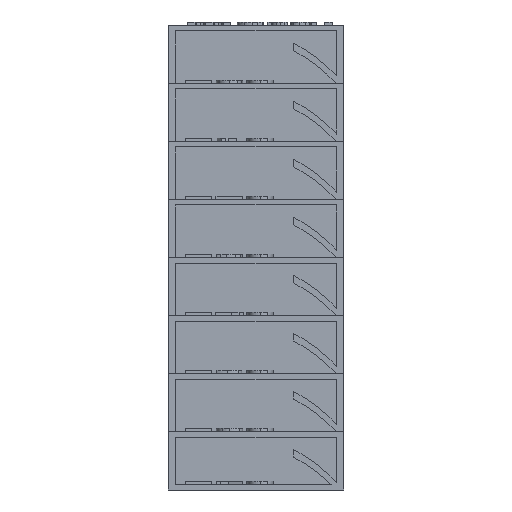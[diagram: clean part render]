
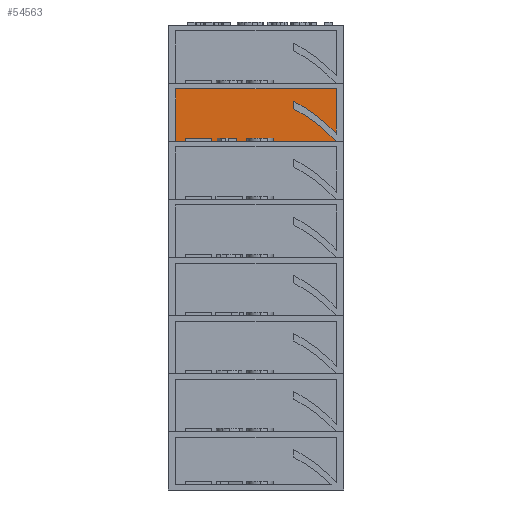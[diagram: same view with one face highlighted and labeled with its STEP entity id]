
A CAD part, front view. The second image highlights one B-rep face of the part: STEP entity #54563.
In plain terms, the highlighted planar face has unit normal (0, -1, 0).
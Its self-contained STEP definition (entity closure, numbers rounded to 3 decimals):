
#53620 = PLANE('',#53621);
#53621 = AXIS2_PLACEMENT_3D('',#53622,#53623,#53624);
#53622 = CARTESIAN_POINT('',(0.,2.331,59.4));
#53623 = DIRECTION('',(0.,0.,1.));
#53624 = DIRECTION('',(1.,0.,0.));
#53757 = VERTEX_POINT('',#53758);
#53758 = CARTESIAN_POINT('',(13.7,3.7,59.4));
#53772 = PLANE('',#53773);
#53773 = AXIS2_PLACEMENT_3D('',#53774,#53775,#53776);
#53774 = CARTESIAN_POINT('',(13.7,-5.,59.4));
#53775 = DIRECTION('',(-1.,0.,0.));
#53776 = DIRECTION('',(0.,1.,0.));
#53784 = EDGE_CURVE('',#53757,#53785,#53787,.T.);
#53785 = VERTEX_POINT('',#53786);
#53786 = CARTESIAN_POINT('',(-13.7,3.7,59.4));
#53787 = SURFACE_CURVE('',#53788,(#53792,#53799),.PCURVE_S1.);
#53788 = LINE('',#53789,#53790);
#53789 = CARTESIAN_POINT('',(13.7,3.7,59.4));
#53790 = VECTOR('',#53791,1.);
#53791 = DIRECTION('',(-1.,0.,0.));
#53792 = PCURVE('',#53620,#53793);
#53793 = DEFINITIONAL_REPRESENTATION('',(#53794),#53798);
#53794 = LINE('',#53795,#53796);
#53795 = CARTESIAN_POINT('',(13.7,1.369));
#53796 = VECTOR('',#53797,1.);
#53797 = DIRECTION('',(-1.,0.));
#53798 = ( GEOMETRIC_REPRESENTATION_CONTEXT(2) 
PARAMETRIC_REPRESENTATION_CONTEXT() REPRESENTATION_CONTEXT('2D SPACE',''
  ) );
#53799 = PCURVE('',#53800,#53805);
#53800 = PLANE('',#53801);
#53801 = AXIS2_PLACEMENT_3D('',#53802,#53803,#53804);
#53802 = CARTESIAN_POINT('',(13.7,3.7,59.4));
#53803 = DIRECTION('',(0.,-1.,0.));
#53804 = DIRECTION('',(-1.,0.,0.));
#53805 = DEFINITIONAL_REPRESENTATION('',(#53806),#53810);
#53806 = LINE('',#53807,#53808);
#53807 = CARTESIAN_POINT('',(0.,-0.));
#53808 = VECTOR('',#53809,1.);
#53809 = DIRECTION('',(1.,0.));
#53810 = ( GEOMETRIC_REPRESENTATION_CONTEXT(2) 
PARAMETRIC_REPRESENTATION_CONTEXT() REPRESENTATION_CONTEXT('2D SPACE',''
  ) );
#53828 = PLANE('',#53829);
#53829 = AXIS2_PLACEMENT_3D('',#53830,#53831,#53832);
#53830 = CARTESIAN_POINT('',(-13.7,3.7,59.4));
#53831 = DIRECTION('',(1.,0.,0.));
#53832 = DIRECTION('',(0.,-1.,0.));
#54113 = PLANE('',#54114);
#54114 = AXIS2_PLACEMENT_3D('',#54115,#54116,#54117);
#54115 = CARTESIAN_POINT('',(0.,0.,68.4));
#54116 = DIRECTION('',(0.,0.,1.));
#54117 = DIRECTION('',(1.,0.,0.));
#54520 = VERTEX_POINT('',#54521);
#54521 = CARTESIAN_POINT('',(13.7,3.7,68.4));
#54542 = EDGE_CURVE('',#53757,#54520,#54543,.T.);
#54543 = SURFACE_CURVE('',#54544,(#54548,#54555),.PCURVE_S1.);
#54544 = LINE('',#54545,#54546);
#54545 = CARTESIAN_POINT('',(13.7,3.7,59.4));
#54546 = VECTOR('',#54547,1.);
#54547 = DIRECTION('',(0.,0.,1.));
#54548 = PCURVE('',#53772,#54549);
#54549 = DEFINITIONAL_REPRESENTATION('',(#54550),#54554);
#54550 = LINE('',#54551,#54552);
#54551 = CARTESIAN_POINT('',(8.7,0.));
#54552 = VECTOR('',#54553,1.);
#54553 = DIRECTION('',(0.,-1.));
#54554 = ( GEOMETRIC_REPRESENTATION_CONTEXT(2) 
PARAMETRIC_REPRESENTATION_CONTEXT() REPRESENTATION_CONTEXT('2D SPACE',''
  ) );
#54555 = PCURVE('',#53800,#54556);
#54556 = DEFINITIONAL_REPRESENTATION('',(#54557),#54561);
#54557 = LINE('',#54558,#54559);
#54558 = CARTESIAN_POINT('',(0.,-0.));
#54559 = VECTOR('',#54560,1.);
#54560 = DIRECTION('',(0.,-1.));
#54561 = ( GEOMETRIC_REPRESENTATION_CONTEXT(2) 
PARAMETRIC_REPRESENTATION_CONTEXT() REPRESENTATION_CONTEXT('2D SPACE',''
  ) );
#54563 = ADVANCED_FACE('',(#54564),#53800,.T.);
#54564 = FACE_BOUND('',#54565,.T.);
#54565 = EDGE_LOOP('',(#54566,#54567,#54568,#54591));
#54566 = ORIENTED_EDGE('',*,*,#53784,.F.);
#54567 = ORIENTED_EDGE('',*,*,#54542,.T.);
#54568 = ORIENTED_EDGE('',*,*,#54569,.T.);
#54569 = EDGE_CURVE('',#54520,#54570,#54572,.T.);
#54570 = VERTEX_POINT('',#54571);
#54571 = CARTESIAN_POINT('',(-13.7,3.7,68.4));
#54572 = SURFACE_CURVE('',#54573,(#54577,#54584),.PCURVE_S1.);
#54573 = LINE('',#54574,#54575);
#54574 = CARTESIAN_POINT('',(6.85,3.7,68.4));
#54575 = VECTOR('',#54576,1.);
#54576 = DIRECTION('',(-1.,0.,0.));
#54577 = PCURVE('',#53800,#54578);
#54578 = DEFINITIONAL_REPRESENTATION('',(#54579),#54583);
#54579 = LINE('',#54580,#54581);
#54580 = CARTESIAN_POINT('',(6.85,-9.));
#54581 = VECTOR('',#54582,1.);
#54582 = DIRECTION('',(1.,0.));
#54583 = ( GEOMETRIC_REPRESENTATION_CONTEXT(2) 
PARAMETRIC_REPRESENTATION_CONTEXT() REPRESENTATION_CONTEXT('2D SPACE',''
  ) );
#54584 = PCURVE('',#54113,#54585);
#54585 = DEFINITIONAL_REPRESENTATION('',(#54586),#54590);
#54586 = LINE('',#54587,#54588);
#54587 = CARTESIAN_POINT('',(6.85,3.7));
#54588 = VECTOR('',#54589,1.);
#54589 = DIRECTION('',(-1.,0.));
#54590 = ( GEOMETRIC_REPRESENTATION_CONTEXT(2) 
PARAMETRIC_REPRESENTATION_CONTEXT() REPRESENTATION_CONTEXT('2D SPACE',''
  ) );
#54591 = ORIENTED_EDGE('',*,*,#54592,.F.);
#54592 = EDGE_CURVE('',#53785,#54570,#54593,.T.);
#54593 = SURFACE_CURVE('',#54594,(#54598,#54605),.PCURVE_S1.);
#54594 = LINE('',#54595,#54596);
#54595 = CARTESIAN_POINT('',(-13.7,3.7,59.4));
#54596 = VECTOR('',#54597,1.);
#54597 = DIRECTION('',(0.,0.,1.));
#54598 = PCURVE('',#53800,#54599);
#54599 = DEFINITIONAL_REPRESENTATION('',(#54600),#54604);
#54600 = LINE('',#54601,#54602);
#54601 = CARTESIAN_POINT('',(27.4,0.));
#54602 = VECTOR('',#54603,1.);
#54603 = DIRECTION('',(0.,-1.));
#54604 = ( GEOMETRIC_REPRESENTATION_CONTEXT(2) 
PARAMETRIC_REPRESENTATION_CONTEXT() REPRESENTATION_CONTEXT('2D SPACE',''
  ) );
#54605 = PCURVE('',#53828,#54606);
#54606 = DEFINITIONAL_REPRESENTATION('',(#54607),#54611);
#54607 = LINE('',#54608,#54609);
#54608 = CARTESIAN_POINT('',(0.,0.));
#54609 = VECTOR('',#54610,1.);
#54610 = DIRECTION('',(0.,-1.));
#54611 = ( GEOMETRIC_REPRESENTATION_CONTEXT(2) 
PARAMETRIC_REPRESENTATION_CONTEXT() REPRESENTATION_CONTEXT('2D SPACE',''
  ) );
